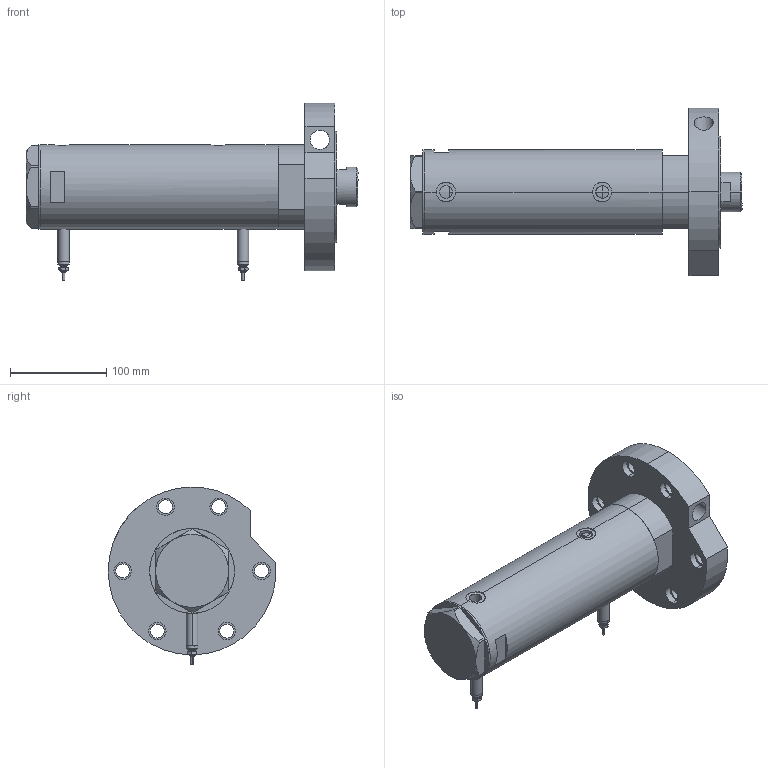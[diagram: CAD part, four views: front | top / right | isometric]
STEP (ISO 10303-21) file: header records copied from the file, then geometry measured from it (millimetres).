
FILE_DESCRIPTION (( 'STEP AP203' ), '1' );
FILE_NAME ('4645.STEP', '2024-09-30T12:35:19', ( '' ), ( '' ), 'SwSTEP 2.0', 'SolidWorks 2019', '' );
FILE_SCHEMA (( 'CONFIG_CONTROL_DESIGN' ));
Length unit declared in the file: millimetre
Products named in the file (7): V270CG_RF211E 178b6fb9cd8eae68390aa76a5260e453; V270CG_MIDDLE 178b6fb9cd8eae68390aa76a5260e453; V270CG_BACK 178b6fb9cd8eae68390aa76a5260e453; V270CG_FRONT 178b6fb9cd8eae68390aa76a5260e453; 4645; Switch 178b6fb9cd8eae68390aa76a5260e453; V270CG_VC 178b6fb9cd8eae68390aa76a5260e453
Assembly tree (7 placements, depth 2):
  4645
    V270CG_MIDDLE 178b6fb9cd8eae68390aa76a5260e453
    V270CG_BACK 178b6fb9cd8eae68390aa76a5260e453
    V270CG_FRONT 178b6fb9cd8eae68390aa76a5260e453
    V270CG_VC 178b6fb9cd8eae68390aa76a5260e453
    V270CG_RF211E 178b6fb9cd8eae68390aa76a5260e453
    Switch 178b6fb9cd8eae68390aa76a5260e453  x2
Bounding box: 344.3 x 173.83 x 184.5 mm (x, y, z)
Volume: 2343021.3 mm3; surface area: 332794.2 mm2
Topology: 7 solids, 7 shells, 257 faces, 570 edges, 351 vertices
Faces by surface type: cylinder 102, plane 91, cone 40, torus 24
Entity records: 7525 total; most frequent: CARTESIAN_POINT 1910, DIRECTION 1096, ORIENTED_EDGE 948, EDGE_CURVE 474, AXIS2_PLACEMENT_3D 461, VERTEX_POINT 295, EDGE_LOOP 255, CIRCLE 240
